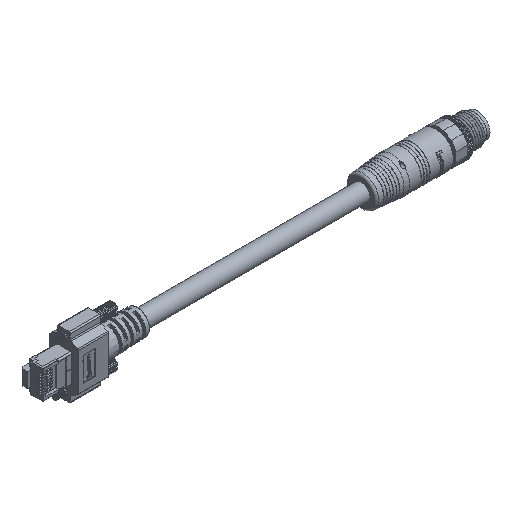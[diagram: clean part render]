
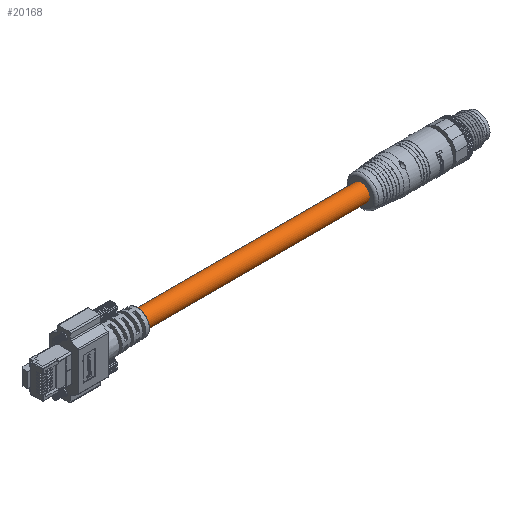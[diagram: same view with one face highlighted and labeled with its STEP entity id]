
A CAD part, isometric view. The second image highlights one B-rep face of the part: STEP entity #20168.
In plain terms, the highlighted cylindrical face has radius 3.493 mm (diameter 6.985 mm), a full revolution.
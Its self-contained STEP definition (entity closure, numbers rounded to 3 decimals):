
#748 = ORIENTED_EDGE ( 'NONE', *, *, #37986, .F. ) ;
#6011 = CARTESIAN_POINT ( 'NONE',  ( 65., 0., 0. ) ) ;
#10130 = CARTESIAN_POINT ( 'NONE',  ( -65., 0., 0. ) ) ;
#10754 = CYLINDRICAL_SURFACE ( 'NONE', #22278, 3.493 ) ;
#12129 = CIRCLE ( 'NONE', #41170, 3.493 ) ;
#12949 = CARTESIAN_POINT ( 'NONE',  ( 65., 0., 0. ) ) ;
#13657 = EDGE_CURVE ( 'NONE', #32974, #32974, #28791, .T. ) ;
#14718 = DIRECTION ( 'NONE',  ( 0., 0., -1. ) ) ;
#15122 = CARTESIAN_POINT ( 'NONE',  ( -65., 0., -3.493 ) ) ;
#17578 = DIRECTION ( 'NONE',  ( 0., 0., -1. ) ) ;
#20168 = ADVANCED_FACE ( 'NONE', ( #47331, #48785 ), #10754, .T. ) ;
#20405 = EDGE_LOOP ( 'NONE', ( #748 ) ) ;
#20568 = CARTESIAN_POINT ( 'NONE',  ( 65., 0., -3.493 ) ) ;
#22278 = AXIS2_PLACEMENT_3D ( 'NONE', #6011, #33724, #33528 ) ;
#24116 = ORIENTED_EDGE ( 'NONE', *, *, #13657, .T. ) ;
#28791 = CIRCLE ( 'NONE', #53884, 3.493 ) ;
#29361 = VERTEX_POINT ( 'NONE', #20568 ) ;
#32974 = VERTEX_POINT ( 'NONE', #15122 ) ;
#33528 = DIRECTION ( 'NONE',  ( 0., 0., 1. ) ) ;
#33724 = DIRECTION ( 'NONE',  ( -1., 0., 0. ) ) ;
#37986 = EDGE_CURVE ( 'NONE', #29361, #29361, #12129, .T. ) ;
#41170 = AXIS2_PLACEMENT_3D ( 'NONE', #12949, #45047, #17578 ) ;
#42229 = DIRECTION ( 'NONE',  ( 1., 0., 0. ) ) ;
#45047 = DIRECTION ( 'NONE',  ( 1., 0., 0. ) ) ;
#47331 = FACE_OUTER_BOUND ( 'NONE', #20405, .T. ) ;
#48785 = FACE_OUTER_BOUND ( 'NONE', #56649, .T. ) ;
#53884 = AXIS2_PLACEMENT_3D ( 'NONE', #10130, #42229, #14718 ) ;
#56649 = EDGE_LOOP ( 'NONE', ( #24116 ) ) ;
